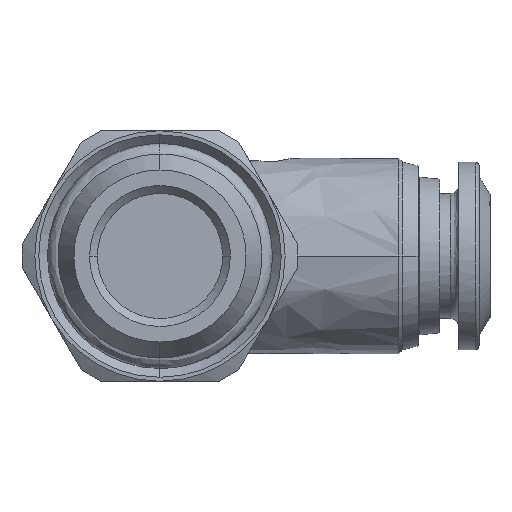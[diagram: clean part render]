
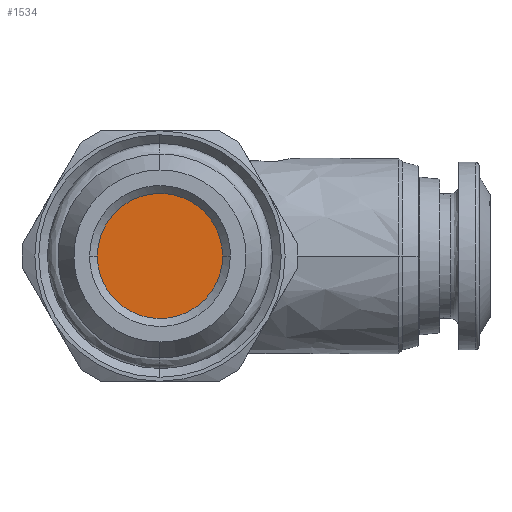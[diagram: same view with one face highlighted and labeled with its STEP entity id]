
A CAD part, left-side view. The second image highlights one B-rep face of the part: STEP entity #1534.
In plain terms, the highlighted free-form (B-spline) face has degree [1, 1] with [2, 2] control points.
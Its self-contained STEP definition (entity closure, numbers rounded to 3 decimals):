
#318 = EDGE_CURVE ( 'NONE', #6480, #2858, #472, .T. ) ;
#472 =( BOUNDED_CURVE ( )  B_SPLINE_CURVE ( 3, ( #795, #3769, #5111, #1445 ),
 .UNSPECIFIED., .F., .F. ) 
 B_SPLINE_CURVE_WITH_KNOTS ( ( 4, 4 ),
 ( -3.142, 0. ),
 .UNSPECIFIED. ) 
 CURVE ( )  GEOMETRIC_REPRESENTATION_ITEM ( )  RATIONAL_B_SPLINE_CURVE ( ( 1., 0.333, 0.333, 1. ) ) 
 REPRESENTATION_ITEM ( '' )  );
#795 = CARTESIAN_POINT ( 'NONE',  ( -17.93, 0.166, 0. ) ) ;
#1080 = CARTESIAN_POINT ( 'NONE',  ( -17.93, 0.166, 0. ) ) ;
#1445 = CARTESIAN_POINT ( 'NONE',  ( -17.93, 8.166, 0. ) ) ;
#1534 = ADVANCED_FACE ( 'NONE', ( #1671 ), #4529, .F. ) ;
#1546 = EDGE_LOOP ( 'NONE', ( #2739, #5254 ) ) ;
#1671 = FACE_OUTER_BOUND ( 'NONE', #1546, .T. ) ;
#1691 = CARTESIAN_POINT ( 'NONE',  ( -17.93, 8.166, 0. ) ) ;
#2356 = CARTESIAN_POINT ( 'NONE',  ( -17.93, 8.166, 2.343 ) ) ;
#2739 = ORIENTED_EDGE ( 'NONE', *, *, #318, .F. ) ;
#2858 = VERTEX_POINT ( 'NONE', #1691 ) ;
#3229 = CARTESIAN_POINT ( 'NONE',  ( -17.93, 0.166, 2.343 ) ) ;
#3289 = CARTESIAN_POINT ( 'NONE',  ( -17.93, 6.509, 4. ) ) ;
#3769 = CARTESIAN_POINT ( 'NONE',  ( -17.93, 0.166, -8. ) ) ;
#4013 = CARTESIAN_POINT ( 'NONE',  ( -17.93, 4.166, 4. ) ) ;
#4529 = B_SPLINE_SURFACE_WITH_KNOTS ( 'NONE', 1, 1, ( 
 ( #9143, #8323 ),
 ( #8377, #5321 ) ),
 .UNSPECIFIED., .F., .F., .F.,
 ( 2, 2 ),
 ( 2, 2 ),
 ( 0., 1. ),
 ( 0., 1. ),
 .UNSPECIFIED. ) ;
#5069 = EDGE_CURVE ( 'NONE', #2858, #6480, #6223, .T. ) ;
#5111 = CARTESIAN_POINT ( 'NONE',  ( -17.93, 8.166, -8. ) ) ;
#5254 = ORIENTED_EDGE ( 'NONE', *, *, #5069, .F. ) ;
#5321 = CARTESIAN_POINT ( 'NONE',  ( -17.93, 8.214, -4.048 ) ) ;
#5789 = CARTESIAN_POINT ( 'NONE',  ( -17.93, 0.166, 0. ) ) ;
#6223 =( BOUNDED_CURVE ( )  B_SPLINE_CURVE ( 3, ( #7477, #2356, #3289, #4013, #9185, #3229, #1080 ),
 .UNSPECIFIED., .F., .F. ) 
 B_SPLINE_CURVE_WITH_KNOTS ( ( 4, 3, 4 ),
 ( -3.142, -1.571, 0. ),
 .UNSPECIFIED. ) 
 CURVE ( )  GEOMETRIC_REPRESENTATION_ITEM ( )  RATIONAL_B_SPLINE_CURVE ( ( 1., 0.805, 0.805, 1., 0.805, 0.805, 1. ) ) 
 REPRESENTATION_ITEM ( '' )  );
#6480 = VERTEX_POINT ( 'NONE', #5789 ) ;
#7477 = CARTESIAN_POINT ( 'NONE',  ( -17.93, 8.166, 0. ) ) ;
#8323 = CARTESIAN_POINT ( 'NONE',  ( -17.93, 8.214, 4.048 ) ) ;
#8377 = CARTESIAN_POINT ( 'NONE',  ( -17.93, 0.118, -4.048 ) ) ;
#9143 = CARTESIAN_POINT ( 'NONE',  ( -17.93, 0.118, 4.048 ) ) ;
#9185 = CARTESIAN_POINT ( 'NONE',  ( -17.93, 1.823, 4. ) ) ;
